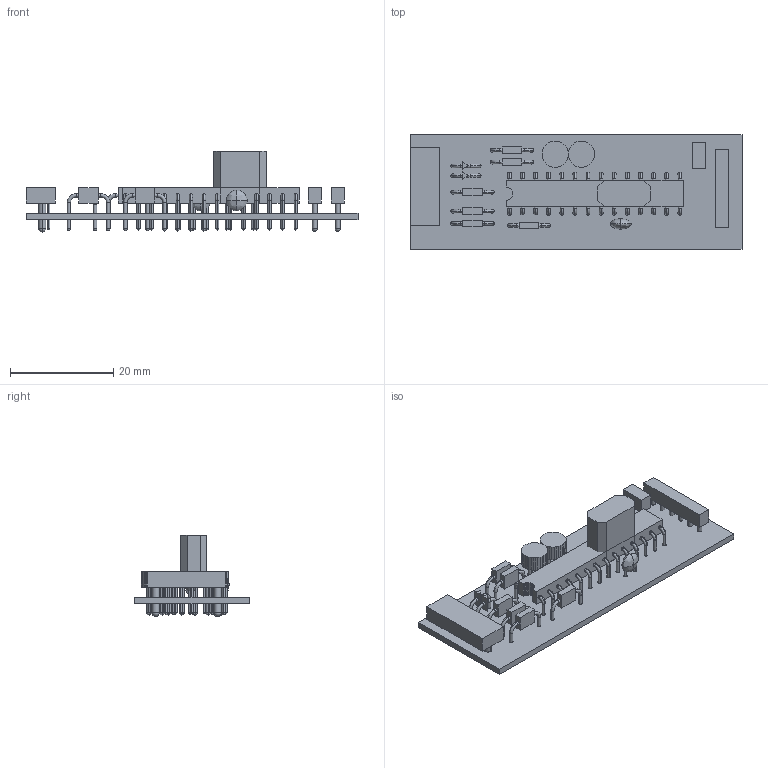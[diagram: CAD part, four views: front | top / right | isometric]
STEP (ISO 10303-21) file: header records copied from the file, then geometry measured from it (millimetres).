
FILE_DESCRIPTION(('PCB Model'),'2;1');
FILE_NAME('MACH_NAP_UIT2015.STEP','2016-04-10T12:50:58',( 'Anh Khoa'),('Unspecified'),'Open CASCADE STEP processor 6.8', 'Proteus','Unknown');
FILE_SCHEMA(('AUTOMOTIVE_DESIGN_CC2 { 1 2 10303 214 -1 1 5 4 }'));
Length unit declared in the file: millimetre
Products named in the file (89): Open CASCADE STEP translator 6.8 1; Layer_1; D1; Open CASCADE STEP translator 6.8 1.2.1; Body_1; Pin_1; Pin_2; D2; MINI-ISP; Open CASCADE STEP translator 6.8 1.4.1; Pin_3; Pin_4; Pin_5; Pin_6; VTARGET; Open CASCADE STEP translator 6.8 1.5.1; X1; Open CASCADE STEP translator 6.8 1.6.1; U1; Open CASCADE STEP translator 6.8 1.7.1; Pin_7; Pin_8; Pin_9; Pin_10; Pin_11; Pin_12; Pin_13; Pin_14; Pin_15; Pin_16; Pin_17; Pin_18; Pin_19; Pin_20; Pin_21; Pin_22; Pin_23; Pin_24; Pin_25; Pin_26 ...
Assembly tree (96 placements, depth 4):
  Open CASCADE STEP translator 6.8 1
    Layer_1
    D1
      Open CASCADE STEP translator 6.8 1.2.1
        Body_1
        Pin_1
        Pin_2
    D2
      Open CASCADE STEP translator 6.8 1.2.1
        Body_1
        Pin_1
        Pin_2
    MINI-ISP
      Open CASCADE STEP translator 6.8 1.4.1
        Body_1
        Pin_1
        Pin_2
        Pin_3
        Pin_4
        Pin_5
        Pin_6
    VTARGET
      Open CASCADE STEP translator 6.8 1.5.1
        Body_1
        Pin_1
        Pin_2
    X1
      Open CASCADE STEP translator 6.8 1.6.1
        Body_1
        Pin_1
        Pin_2
    U1
      Open CASCADE STEP translator 6.8 1.7.1
        Body_1
        Pin_1
        Pin_2
        Pin_3
        Pin_4
        Pin_5
        Pin_6
        Pin_7
        Pin_8
        Pin_9
        Pin_10
        Pin_11
        Pin_12
        Pin_13
        Pin_14
        Pin_15
        Pin_16
        Pin_17
        Pin_18
        Pin_19
        Pin_20
        Pin_21
        Pin_22
        Pin_23
        Pin_24
        Pin_25
        Pin_26
Bounding box: 64.33 x 22.23 x 15.7 mm (x, y, z)
Volume: 3622.4 mm3; surface area: 6422.1 mm2
Topology: 86 solids, 86 shells, 915 faces, 2193 edges, 1162 vertices
Faces by surface type: cylinder 360, sphere 272, plane 179, torus 88, bspline 16
Entity records: 22484 total; most frequent: CARTESIAN_POINT 4185, DIRECTION 3462, ORIENTED_EDGE 2920, AXIS2_PLACEMENT_3D 1523, EDGE_CURVE 1460, VERTEX_POINT 894, FACE_BOUND 826, EDGE_LOOP 826
